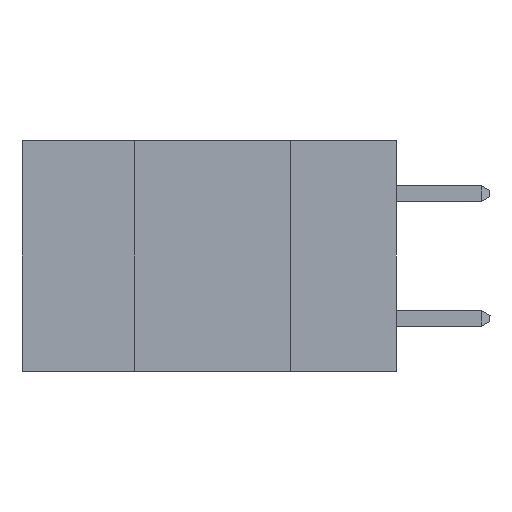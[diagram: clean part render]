
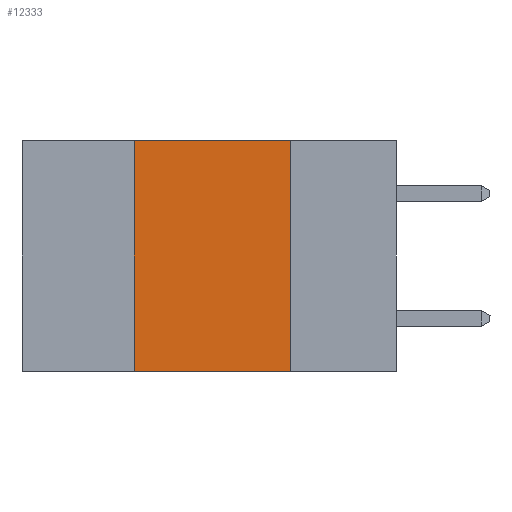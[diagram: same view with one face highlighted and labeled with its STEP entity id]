
A CAD part, left-side view. The second image highlights one B-rep face of the part: STEP entity #12333.
In plain terms, the highlighted planar face has unit normal (-1, 0, 0).
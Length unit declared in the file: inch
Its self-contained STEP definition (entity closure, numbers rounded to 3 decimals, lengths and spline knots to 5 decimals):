
#9 = CARTESIAN_POINT ( 'NONE',  ( 0., 0.6, -0.37 ) ) ;
#514 = VERTEX_POINT ( 'NONE', #14888 ) ;
#630 = DIRECTION ( 'NONE',  ( 0., 0., -1. ) ) ;
#643 = DIRECTION ( 'NONE',  ( 1., 0., 0. ) ) ;
#649 = PLANE ( 'NONE',  #12154 ) ;
#709 = VERTEX_POINT ( 'NONE', #7698 ) ;
#777 = EDGE_CURVE ( 'NONE', #709, #4208, #1109, .T. ) ;
#794 = CARTESIAN_POINT ( 'NONE',  ( 0., 0.6, 0. ) ) ;
#1109 = LINE ( 'NONE', #9161, #6784 ) ;
#1595 = VERTEX_POINT ( 'NONE', #4937 ) ;
#2419 = EDGE_CURVE ( 'NONE', #514, #4208, #4653, .T. ) ;
#3375 = VECTOR ( 'NONE', #6980, 39.37008 ) ;
#3585 = ORIENTED_EDGE ( 'NONE', *, *, #777, .F. ) ;
#4025 = EDGE_CURVE ( 'NONE', #514, #1595, #14087, .T. ) ;
#4208 = VERTEX_POINT ( 'NONE', #7326 ) ;
#4262 = VECTOR ( 'NONE', #5298, 39.37008 ) ;
#4653 = LINE ( 'NONE', #9, #4262 ) ;
#4937 = CARTESIAN_POINT ( 'NONE',  ( 0., 0.42, 0. ) ) ;
#5298 = DIRECTION ( 'NONE',  ( 0., -1., 0. ) ) ;
#5897 = EDGE_LOOP ( 'NONE', ( #3585, #6780, #9950, #7142 ) ) ;
#6780 = ORIENTED_EDGE ( 'NONE', *, *, #15359, .F. ) ;
#6784 = VECTOR ( 'NONE', #8112, 39.37008 ) ;
#6980 = DIRECTION ( 'NONE',  ( 0., -1., 0. ) ) ;
#6996 = CARTESIAN_POINT ( 'NONE',  ( 0., 0.6, 0. ) ) ;
#7142 = ORIENTED_EDGE ( 'NONE', *, *, #2419, .T. ) ;
#7326 = CARTESIAN_POINT ( 'NONE',  ( 0., 0.17, -0.37 ) ) ;
#7698 = CARTESIAN_POINT ( 'NONE',  ( 0., 0.17, 0. ) ) ;
#7746 = VECTOR ( 'NONE', #12896, 39.37008 ) ;
#8112 = DIRECTION ( 'NONE',  ( 0., 0., -1. ) ) ;
#9161 = CARTESIAN_POINT ( 'NONE',  ( 0., 0.17, -0.37 ) ) ;
#9348 = LINE ( 'NONE', #6996, #3375 ) ;
#9950 = ORIENTED_EDGE ( 'NONE', *, *, #4025, .F. ) ;
#11611 = CARTESIAN_POINT ( 'NONE',  ( 0., 0.42, -0.37 ) ) ;
#12154 = AXIS2_PLACEMENT_3D ( 'NONE', #794, #643, #630 ) ;
#12333 = ADVANCED_FACE ( 'NONE', ( #14793 ), #649, .F. ) ;
#12896 = DIRECTION ( 'NONE',  ( 0., 0., 1. ) ) ;
#14087 = LINE ( 'NONE', #11611, #7746 ) ;
#14793 = FACE_OUTER_BOUND ( 'NONE', #5897, .T. ) ;
#14888 = CARTESIAN_POINT ( 'NONE',  ( 0., 0.42, -0.37 ) ) ;
#15359 = EDGE_CURVE ( 'NONE', #1595, #709, #9348, .T. ) ;
